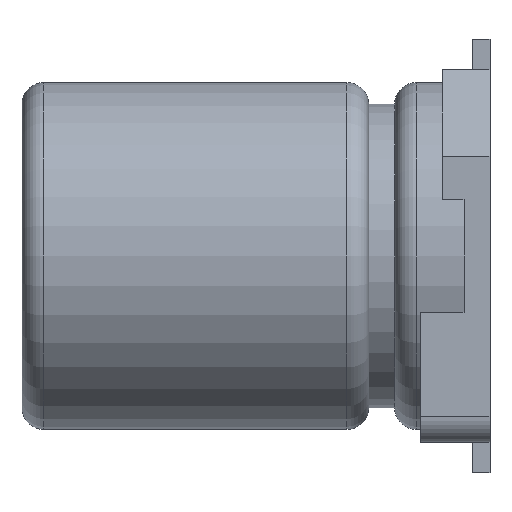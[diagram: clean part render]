
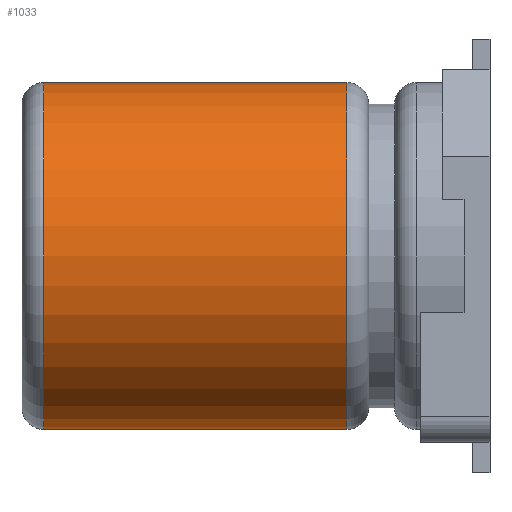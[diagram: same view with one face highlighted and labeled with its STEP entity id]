
A CAD part, left-side view. The second image highlights one B-rep face of the part: STEP entity #1033.
In plain terms, the highlighted cylindrical face has radius 2 mm (diameter 4 mm), a partial arc.
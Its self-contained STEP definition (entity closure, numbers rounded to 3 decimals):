
#29 = CARTESIAN_POINT ( 'NONE',  ( 0., 3.75, 2. ) ) ;
#245 = ORIENTED_EDGE ( 'NONE', *, *, #2770, .T. ) ;
#629 = CARTESIAN_POINT ( 'NONE',  ( 0., 4., 2. ) ) ;
#691 = VECTOR ( 'NONE', #2477, 1000. ) ;
#902 = CARTESIAN_POINT ( 'NONE',  ( 0., 0.25, 2. ) ) ;
#926 = VERTEX_POINT ( 'NONE', #902 ) ;
#957 = ORIENTED_EDGE ( 'NONE', *, *, #2051, .T. ) ;
#1001 = EDGE_CURVE ( 'NONE', #3410, #2918, #3449, .T. ) ;
#1011 = LINE ( 'NONE', #3120, #1749 ) ;
#1033 = ADVANCED_FACE ( 'NONE', ( #2674 ), #1542, .T. ) ;
#1197 = DIRECTION ( 'NONE',  ( 0., -1., 0. ) ) ;
#1276 = CIRCLE ( 'NONE', #3236, 2. ) ;
#1542 = CYLINDRICAL_SURFACE ( 'NONE', #1661, 2. ) ;
#1661 = AXIS2_PLACEMENT_3D ( 'NONE', #1846, #2876, #2048 ) ;
#1671 = DIRECTION ( 'NONE',  ( 0., 0., 1. ) ) ;
#1703 = DIRECTION ( 'NONE',  ( 0., 1., 0. ) ) ;
#1749 = VECTOR ( 'NONE', #1997, 1000. ) ;
#1846 = CARTESIAN_POINT ( 'NONE',  ( 0., 4., 0. ) ) ;
#1963 = LINE ( 'NONE', #629, #691 ) ;
#1992 = DIRECTION ( 'NONE',  ( 0., 0., 1. ) ) ;
#1997 = DIRECTION ( 'NONE',  ( 0., -1., 0. ) ) ;
#2048 = DIRECTION ( 'NONE',  ( 0., 0., -1. ) ) ;
#2051 = EDGE_CURVE ( 'NONE', #2918, #3088, #1011, .T. ) ;
#2208 = CARTESIAN_POINT ( 'NONE',  ( 0., 0.25, 0. ) ) ;
#2266 = ORIENTED_EDGE ( 'NONE', *, *, #1001, .T. ) ;
#2326 = EDGE_CURVE ( 'NONE', #3410, #926, #1963, .T. ) ;
#2467 = EDGE_LOOP ( 'NONE', ( #3420, #2266, #957, #245 ) ) ;
#2477 = DIRECTION ( 'NONE',  ( 0., -1., 0. ) ) ;
#2667 = CARTESIAN_POINT ( 'NONE',  ( 0., 3.75, -2. ) ) ;
#2674 = FACE_OUTER_BOUND ( 'NONE', #2467, .T. ) ;
#2732 = AXIS2_PLACEMENT_3D ( 'NONE', #2788, #1197, #1992 ) ;
#2770 = EDGE_CURVE ( 'NONE', #3088, #926, #1276, .T. ) ;
#2788 = CARTESIAN_POINT ( 'NONE',  ( 0., 3.75, 0. ) ) ;
#2876 = DIRECTION ( 'NONE',  ( 0., -1., 0. ) ) ;
#2918 = VERTEX_POINT ( 'NONE', #2667 ) ;
#3088 = VERTEX_POINT ( 'NONE', #3300 ) ;
#3120 = CARTESIAN_POINT ( 'NONE',  ( 0., 4., -2. ) ) ;
#3236 = AXIS2_PLACEMENT_3D ( 'NONE', #2208, #1703, #1671 ) ;
#3300 = CARTESIAN_POINT ( 'NONE',  ( 0., 0.25, -2. ) ) ;
#3410 = VERTEX_POINT ( 'NONE', #29 ) ;
#3420 = ORIENTED_EDGE ( 'NONE', *, *, #2326, .F. ) ;
#3449 = CIRCLE ( 'NONE', #2732, 2. ) ;
